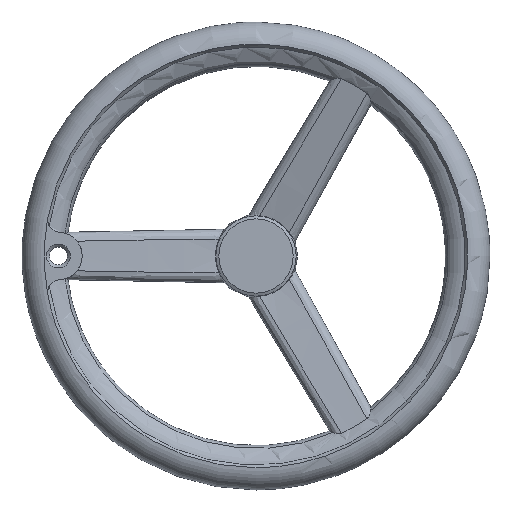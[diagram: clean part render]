
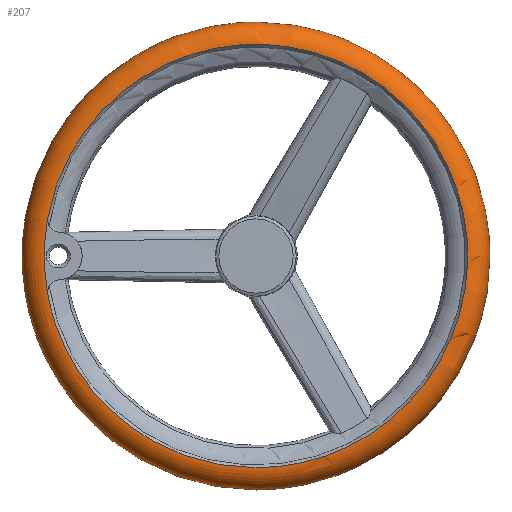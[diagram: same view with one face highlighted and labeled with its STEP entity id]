
A CAD part, left-side view. The second image highlights one B-rep face of the part: STEP entity #207.
In plain terms, the highlighted toroidal (fillet/blend) face has major radius 142.5 mm and minor radius 15 mm.
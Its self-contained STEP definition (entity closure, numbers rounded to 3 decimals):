
#183=FACE_BOUND('',#334,.T.);
#184=FACE_BOUND('',#335,.T.);
#207=ADVANCED_FACE('',(#183,#184),#260,.T.);
#260=TOROIDAL_SURFACE('',#1139,142.5,15.);
#334=EDGE_LOOP('',(#553));
#335=EDGE_LOOP('',(#554,#555));
#424=CIRCLE('',#1137,152.699);
#553=ORIENTED_EDGE('',*,*,#949,.F.);
#554=ORIENTED_EDGE('',*,*,#894,.T.);
#555=ORIENTED_EDGE('',*,*,#950,.T.);
#785=VERTEX_POINT('',#1618);
#786=VERTEX_POINT('',#1619);
#832=VERTEX_POINT('',#1869);
#894=EDGE_CURVE('',#785,#786,#1032,.T.);
#949=EDGE_CURVE('',#832,#832,#424,.T.);
#950=EDGE_CURVE('',#786,#785,#1060,.T.);
#1032=B_SPLINE_CURVE_WITH_KNOTS('',3,(#1612,#1613,#1614,#1615,#1616,#1617),
.UNSPECIFIED.,.F.,.F.,(4,2,4),(0.,0.5,1.),.UNSPECIFIED.);
#1060=B_SPLINE_CURVE_WITH_KNOTS('',3,(#1871,#1872,#1873,#1874,#1875,#1876,
#1877,#1878,#1879,#1880,#1881,#1882,#1883,#1884,#1885,#1886,#1887,#1888,
#1889,#1890,#1891,#1892,#1893,#1894,#1895,#1896,#1897,#1898,#1899,#1900,
#1901,#1902,#1903,#1904),.UNSPECIFIED.,.F.,.F.,(4,2,2,2,2,2,2,2,2,2,2,2,
2,2,2,2,4),(0.,0.062,0.125,0.188,0.25,0.313,0.375,0.438,
0.5,0.563,0.625,0.688,0.75,0.813,0.875,0.938,1.),.UNSPECIFIED.);
#1137=AXIS2_PLACEMENT_3D('',#1868,#1275,#1276);
#1139=AXIS2_PLACEMENT_3D('',#1905,#1279,#1280);
#1275=DIRECTION('',(1.,0.,0.));
#1276=DIRECTION('',(0.,0.,-1.));
#1279=DIRECTION('',(1.,0.,0.));
#1280=DIRECTION('',(0.,0.,-1.));
#1612=CARTESIAN_POINT('',(333.924,288.833,-24.454));
#1613=CARTESIAN_POINT('',(333.924,290.239,-16.383));
#1614=CARTESIAN_POINT('',(333.924,290.947,-8.192));
#1615=CARTESIAN_POINT('',(333.924,290.947,8.192));
#1616=CARTESIAN_POINT('',(333.924,290.239,16.383));
#1617=CARTESIAN_POINT('',(333.924,288.833,24.454));
#1618=CARTESIAN_POINT('',(333.923,288.833,-24.453));
#1619=CARTESIAN_POINT('',(333.923,288.833,24.453));
#1868=CARTESIAN_POINT('',(359.923,148.447,0.));
#1869=CARTESIAN_POINT('',(359.923,148.447,-152.699));
#1871=CARTESIAN_POINT('',(333.924,288.833,24.454));
#1872=CARTESIAN_POINT('',(333.924,285.808,41.821));
#1873=CARTESIAN_POINT('',(333.924,279.524,58.616));
#1874=CARTESIAN_POINT('',(333.924,261.288,88.792));
#1875=CARTESIAN_POINT('',(333.924,249.341,102.164));
#1876=CARTESIAN_POINT('',(333.924,221.402,123.671));
#1877=CARTESIAN_POINT('',(333.924,205.418,131.8));
#1878=CARTESIAN_POINT('',(333.924,171.581,141.71));
#1879=CARTESIAN_POINT('',(333.924,153.738,143.489));
#1880=CARTESIAN_POINT('',(333.924,118.611,140.452));
#1881=CARTESIAN_POINT('',(333.924,101.337,135.638));
#1882=CARTESIAN_POINT('',(333.924,69.703,120.068));
#1883=CARTESIAN_POINT('',(333.924,55.352,109.318));
#1884=CARTESIAN_POINT('',(333.924,31.518,83.335));
#1885=CARTESIAN_POINT('',(333.924,22.043,68.111));
#1886=CARTESIAN_POINT('',(333.924,9.255,35.253));
#1887=CARTESIAN_POINT('',(333.924,5.947,17.629));
#1888=CARTESIAN_POINT('',(333.924,5.947,-17.629));
#1889=CARTESIAN_POINT('',(333.924,9.255,-35.253));
#1890=CARTESIAN_POINT('',(333.924,22.043,-68.111));
#1891=CARTESIAN_POINT('',(333.924,31.518,-83.335));
#1892=CARTESIAN_POINT('',(333.924,55.352,-109.318));
#1893=CARTESIAN_POINT('',(333.924,69.703,-120.068));
#1894=CARTESIAN_POINT('',(333.924,101.337,-135.638));
#1895=CARTESIAN_POINT('',(333.924,118.611,-140.452));
#1896=CARTESIAN_POINT('',(333.924,153.738,-143.489));
#1897=CARTESIAN_POINT('',(333.924,171.581,-141.71));
#1898=CARTESIAN_POINT('',(333.924,205.418,-131.8));
#1899=CARTESIAN_POINT('',(333.924,221.402,-123.671));
#1900=CARTESIAN_POINT('',(333.924,249.341,-102.164));
#1901=CARTESIAN_POINT('',(333.924,261.288,-88.792));
#1902=CARTESIAN_POINT('',(333.924,279.524,-58.616));
#1903=CARTESIAN_POINT('',(333.924,285.808,-41.821));
#1904=CARTESIAN_POINT('',(333.924,288.833,-24.454));
#1905=CARTESIAN_POINT('',(348.924,148.447,0.));
